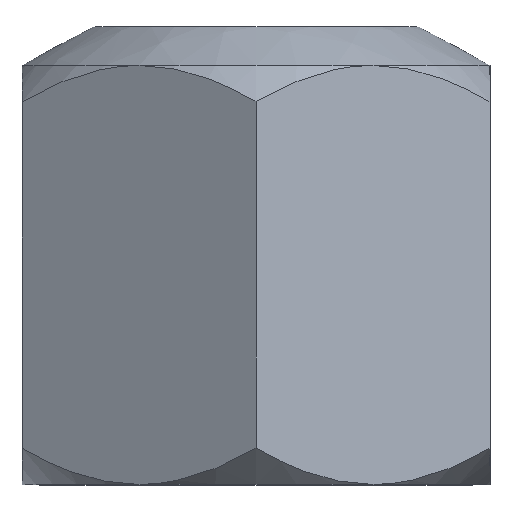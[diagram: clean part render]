
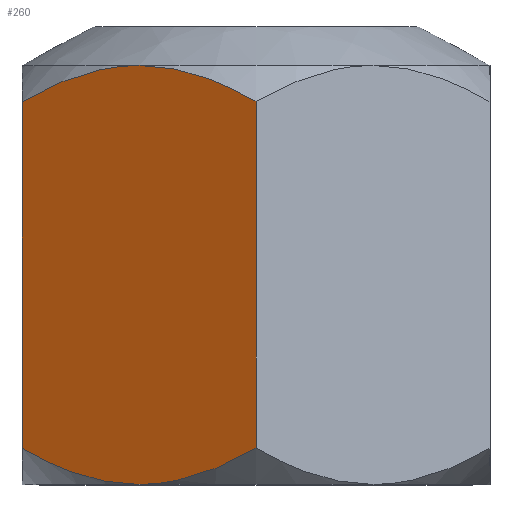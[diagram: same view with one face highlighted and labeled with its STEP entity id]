
A CAD part, top view. The second image highlights one B-rep face of the part: STEP entity #260.
In plain terms, the highlighted planar face has unit normal (-0.5, 0, 0.866).
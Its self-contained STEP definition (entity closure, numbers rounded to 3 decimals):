
#148 = VERTEX_POINT( '', #404 );
#178 = EDGE_CURVE( '', #274, #370, #437, .T. );
#204 = VERTEX_POINT( '', #468 );
#222 = EDGE_CURVE( '', #286, #370, #488, .T. );
#228 = EDGE_CURVE( '', #274, #148, #495, .T. );
#240 = EDGE_CURVE( '', #242, #204, #507, .T. );
#242 = VERTEX_POINT( '', #509 );
#244 = EDGE_CURVE( '', #148, #242, #511, .T. );
#260 = ADVANCED_FACE( '', ( #530 ), #531, .F. );
#274 = VERTEX_POINT( '', #548 );
#286 = VERTEX_POINT( '', #561 );
#322 = EDGE_CURVE( '', #204, #286, #600, .T. );
#370 = VERTEX_POINT( '', #656 );
#404 = CARTESIAN_POINT( '', ( -11.5, 0., 19.919 ) );
#437 = LINE( '', #762, #763 );
#468 = CARTESIAN_POINT( '', ( -23., 37.634, 13.279 ) );
#488 = ( B_SPLINE_CURVE( 2, ( #845, #846, #847 ), .UNSPECIFIED., .F., .F. )B_SPLINE_CURVE_WITH_KNOTS( ( 3, 3 ), ( 42.955, 61.679 ), .UNSPECIFIED. )RATIONAL_B_SPLINE_CURVE( ( 1., 1.089, 1.1 ) )BOUNDED_CURVE(  )REPRESENTATION_ITEM( '' )GEOMETRIC_REPRESENTATION_ITEM(  )CURVE(  ) );
#495 = ( B_SPLINE_CURVE( 2, ( #872, #873, #874 ), .UNSPECIFIED., .F., .F. )B_SPLINE_CURVE_WITH_KNOTS( ( 3, 3 ), ( 24.23, 42.955 ), .UNSPECIFIED. )RATIONAL_B_SPLINE_CURVE( ( 1.1, 1.089, 1. ) )BOUNDED_CURVE(  )REPRESENTATION_ITEM( '' )GEOMETRIC_REPRESENTATION_ITEM(  )CURVE(  ) );
#507 = LINE( '', #896, #897 );
#509 = CARTESIAN_POINT( '', ( -23., 3.558, 13.279 ) );
#511 = ( B_SPLINE_CURVE( 2, ( #903, #904, #905 ), .UNSPECIFIED., .F., .F. )B_SPLINE_CURVE_WITH_KNOTS( ( 3, 3 ), ( 42.955, 61.679 ), .UNSPECIFIED. )RATIONAL_B_SPLINE_CURVE( ( 1., 1.089, 1.1 ) )BOUNDED_CURVE(  )REPRESENTATION_ITEM( '' )GEOMETRIC_REPRESENTATION_ITEM(  )CURVE(  ) );
#530 = FACE_OUTER_BOUND( '', #942, .T. );
#531 = PLANE( '', #943 );
#548 = CARTESIAN_POINT( '', ( 0., 3.558, 26.558 ) );
#561 = CARTESIAN_POINT( '', ( -11.5, 41.192, 19.919 ) );
#600 = ( B_SPLINE_CURVE( 2, ( #1100, #1101, #1102 ), .UNSPECIFIED., .F., .F. )B_SPLINE_CURVE_WITH_KNOTS( ( 3, 3 ), ( 24.23, 42.955 ), .UNSPECIFIED. )RATIONAL_B_SPLINE_CURVE( ( 1.1, 1.089, 1. ) )BOUNDED_CURVE(  )REPRESENTATION_ITEM( '' )GEOMETRIC_REPRESENTATION_ITEM(  )CURVE(  ) );
#656 = CARTESIAN_POINT( '', ( 0., 37.634, 26.558 ) );
#762 = CARTESIAN_POINT( '', ( 0., 0., 26.558 ) );
#763 = VECTOR( '', #1263, 1. );
#845 = CARTESIAN_POINT( '', ( -11.5, 41.192, 19.919 ) );
#846 = CARTESIAN_POINT( '', ( -6.163, 41.192, 23. ) );
#847 = CARTESIAN_POINT( '', ( 0., 37.634, 26.558 ) );
#872 = CARTESIAN_POINT( '', ( 0., 3.558, 26.558 ) );
#873 = CARTESIAN_POINT( '', ( -6.163, 0., 23. ) );
#874 = CARTESIAN_POINT( '', ( -11.5, 0., 19.919 ) );
#896 = CARTESIAN_POINT( '', ( -23., 0., 13.279 ) );
#897 = VECTOR( '', #1339, 1. );
#903 = CARTESIAN_POINT( '', ( -11.5, 0., 19.919 ) );
#904 = CARTESIAN_POINT( '', ( -16.837, 0., 16.837 ) );
#905 = CARTESIAN_POINT( '', ( -23., 3.558, 13.279 ) );
#942 = EDGE_LOOP( '', ( #1366, #1367, #1368, #1369, #1370, #1371 ) );
#943 = AXIS2_PLACEMENT_3D( '', #1372, #1373, #1374 );
#1100 = CARTESIAN_POINT( '', ( -23., 37.634, 13.279 ) );
#1101 = CARTESIAN_POINT( '', ( -16.837, 41.192, 16.837 ) );
#1102 = CARTESIAN_POINT( '', ( -11.5, 41.192, 19.919 ) );
#1263 = DIRECTION( '', ( 0., 1., 0. ) );
#1339 = DIRECTION( '', ( 0., 1., 0. ) );
#1366 = ORIENTED_EDGE( '', *, *, #222, .F. );
#1367 = ORIENTED_EDGE( '', *, *, #322, .F. );
#1368 = ORIENTED_EDGE( '', *, *, #240, .F. );
#1369 = ORIENTED_EDGE( '', *, *, #244, .F. );
#1370 = ORIENTED_EDGE( '', *, *, #228, .F. );
#1371 = ORIENTED_EDGE( '', *, *, #178, .T. );
#1372 = CARTESIAN_POINT( '', ( -23., 0., 13.279 ) );
#1373 = DIRECTION( '', ( 0.5, 0., -0.866 ) );
#1374 = DIRECTION( '', ( -0.866, 0., -0.5 ) );
